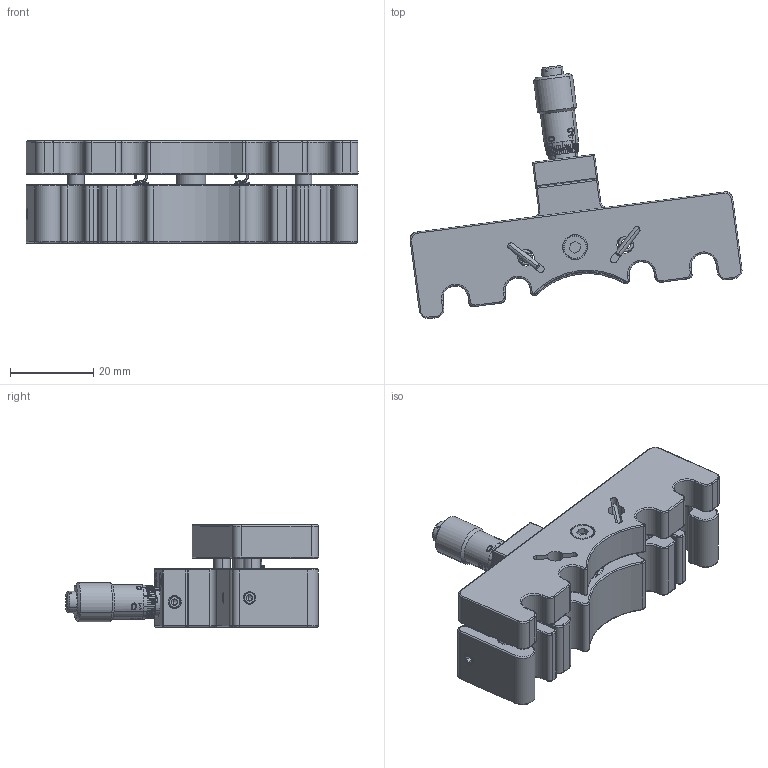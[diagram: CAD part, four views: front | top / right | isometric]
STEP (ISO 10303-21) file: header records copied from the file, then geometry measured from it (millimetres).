
FILE_DESCRIPTION (( 'STEP AP203' ), '1' );
FILE_NAME ('CSTMB1.STEP', '2025-06-18T06:22:22', ( '' ), ( '' ), 'SwSTEP 2.0', 'SolidWorks 2020', '' );
FILE_SCHEMA (( 'CONFIG_CONTROL_DESIGN' ));
Products named in the file (1): CSTMB1
Bounding box: 79.62 x 60.68 x 24.5 mm (x, y, z)
Volume: 30105.5 mm3; surface area: 20229.9 mm2
Topology: 26 solids, 26 shells, 1206 faces, 3082 edges, 2012 vertices
Faces by surface type: plane 456, cylinder 351, torus 164, cone 137, bspline 84, sphere 14
Entity records: 48157 total; most frequent: CARTESIAN_POINT 19244, ORIENTED_EDGE 6082, DIRECTION 5828, EDGE_CURVE 3041, AXIS2_PLACEMENT_3D 2163, VERTEX_POINT 2011, VECTOR 1502, LINE 1502
